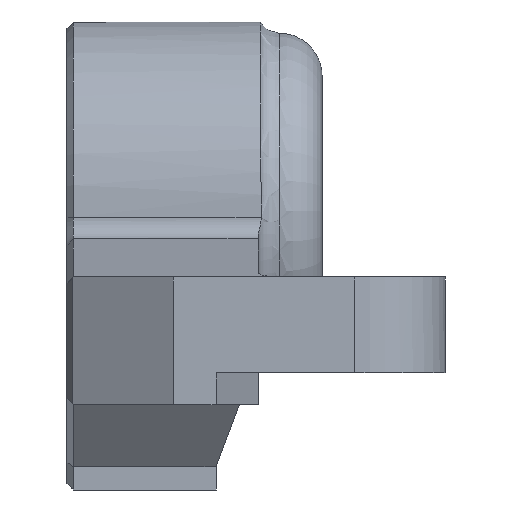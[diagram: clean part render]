
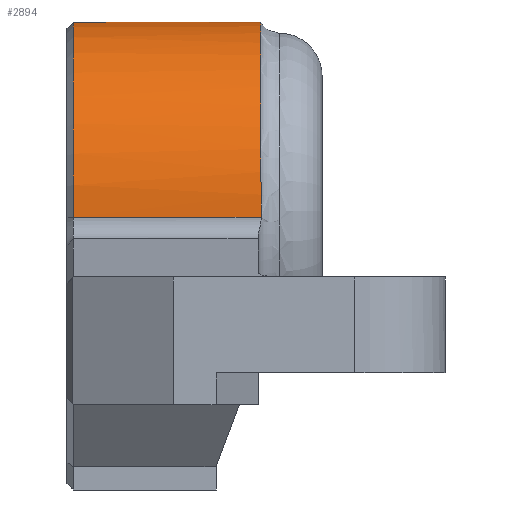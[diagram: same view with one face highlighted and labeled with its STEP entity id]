
A CAD part, front view. The second image highlights one B-rep face of the part: STEP entity #2894.
In plain terms, the highlighted cylindrical face has radius 8.932 mm (diameter 17.865 mm), a partial arc.
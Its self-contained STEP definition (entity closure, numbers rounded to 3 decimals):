
#52=CYLINDRICAL_SURFACE('',#3092,8.932);
#100=CIRCLE('',#3058,8.932);
#308=FACE_OUTER_BOUND('',#481,.T.);
#481=EDGE_LOOP('',(#2267,#2268,#2269,#2270));
#616=B_SPLINE_CURVE_WITH_KNOTS('',3,(#5030,#5031,#5032,#5033,#5034,#5035,
#5036,#5037,#5038,#5039,#5040,#5041,#5042,#5043),.UNSPECIFIED.,.F.,.F.,
(4,2,2,2,2,2,4),(2.244,2.444,2.793,3.142,
3.491,3.84,4.074),.UNSPECIFIED.);
#813=LINE('',#5020,#1068);
#814=LINE('',#5029,#1069);
#1068=VECTOR('',#3607,10.);
#1069=VECTOR('',#3610,10.);
#1277=VERTEX_POINT('',#4694);
#1279=VERTEX_POINT('',#4700);
#1333=VERTEX_POINT('',#5019);
#1334=VERTEX_POINT('',#5028);
#1608=EDGE_CURVE('',#1279,#1277,#100,.T.);
#1690=EDGE_CURVE('',#1277,#1333,#813,.T.);
#1692=EDGE_CURVE('',#1334,#1279,#814,.T.);
#1693=EDGE_CURVE('',#1334,#1333,#616,.F.);
#2267=ORIENTED_EDGE('',*,*,#1608,.F.);
#2268=ORIENTED_EDGE('',*,*,#1692,.F.);
#2269=ORIENTED_EDGE('',*,*,#1693,.T.);
#2270=ORIENTED_EDGE('',*,*,#1690,.F.);
#2894=ADVANCED_FACE('',(#308),#52,.T.);
#3058=AXIS2_PLACEMENT_3D('',#4702,#3484,#3485);
#3092=AXIS2_PLACEMENT_3D('',#5027,#3608,#3609);
#3484=DIRECTION('center_axis',(-1.,0.,0.));
#3485=DIRECTION('ref_axis',(0.,0.451,0.893));
#3607=DIRECTION('',(1.,0.,0.));
#3608=DIRECTION('center_axis',(-1.,0.,0.));
#3609=DIRECTION('ref_axis',(0.,0.451,0.893));
#3610=DIRECTION('',(-1.,0.,0.));
#4694=CARTESIAN_POINT('',(-6.2,-27.681,21.116));
#4700=CARTESIAN_POINT('',(-6.2,-40.438,12.795));
#4702=CARTESIAN_POINT('Origin',(-6.2,-31.509,13.046));
#5019=CARTESIAN_POINT('',(2.598,-27.681,21.116));
#5020=CARTESIAN_POINT('',(2.475,-27.681,21.116));
#5027=CARTESIAN_POINT('Origin',(2.475,-31.509,13.046));
#5028=CARTESIAN_POINT('',(2.615,-40.438,12.795));
#5029=CARTESIAN_POINT('',(2.475,-40.438,12.795));
#5030=CARTESIAN_POINT('Ctrl Pts',(2.598,-27.681,21.116));
#5031=CARTESIAN_POINT('Ctrl Pts',(2.597,-28.281,21.401));
#5032=CARTESIAN_POINT('Ctrl Pts',(2.596,-28.912,21.618));
#5033=CARTESIAN_POINT('Ctrl Pts',(2.594,-30.699,22.017));
#5034=CARTESIAN_POINT('Ctrl Pts',(2.593,-31.873,22.046));
#5035=CARTESIAN_POINT('Ctrl Pts',(2.593,-34.166,21.653));
#5036=CARTESIAN_POINT('Ctrl Pts',(2.593,-35.263,21.234));
#5037=CARTESIAN_POINT('Ctrl Pts',(2.596,-37.234,20.));
#5038=CARTESIAN_POINT('Ctrl Pts',(2.597,-38.09,19.197));
#5039=CARTESIAN_POINT('Ctrl Pts',(2.602,-39.444,17.308));
#5040=CARTESIAN_POINT('Ctrl Pts',(2.605,-39.931,16.241));
#5041=CARTESIAN_POINT('Ctrl Pts',(2.61,-40.38,14.351));
#5042=CARTESIAN_POINT('Ctrl Pts',(2.612,-40.46,13.572));
#5043=CARTESIAN_POINT('Ctrl Pts',(2.615,-40.438,12.795));
